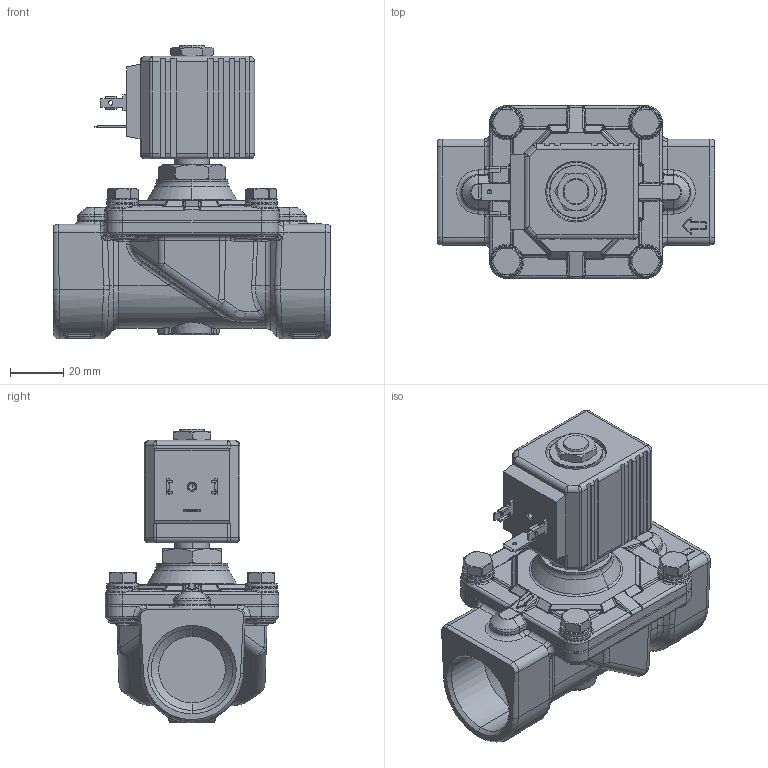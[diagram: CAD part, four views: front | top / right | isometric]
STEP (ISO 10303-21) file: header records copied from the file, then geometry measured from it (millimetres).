
FILE_DESCRIPTION((''),'2;1');
FILE_NAME('21HF6K0V250_UDA_INGOMBRO_ASM','2009-07-06T',('romeri'),('O.D.E.'),'PRO/ENGINEER BY PARAMETRIC TECHNOLOGY CORPORATION, 2005450','PRO/ENGINEER BY PARAMETRIC TECHNOLOGY CORPORATION, 2005450','');
FILE_SCHEMA(('CONFIG_CONTROL_DESIGN'));
Products named in the file (9): 450HF6_INGOMBRO; 451347_INGOMBRO; 450603_INGOMBRO; BOBINA_12_W_INGOMBRO; 450145; 450146; ROSETTE_UNI_1751_M6; VITE_T_ESAGONALE_ISO_4_M6X16; 21HF6K0V250_UDA_INGOMBRO_ASM
Assembly tree (14 placements, depth 2):
  21HF6K0V250_UDA_INGOMBRO_ASM
    450HF6_INGOMBRO
    451347_INGOMBRO
    450603_INGOMBRO
    BOBINA_12_W_INGOMBRO
    450145
    450146
    ROSETTE_UNI_1751_M6  x4
    VITE_T_ESAGONALE_ISO_4_M6X16  x4
Bounding box: 104 x 65 x 110.3 mm (x, y, z)
Volume: 219733.9 mm3; surface area: 89384.8 mm2
Topology: 14 solids, 19 shells, 2259 faces, 5179 edges, 2999 vertices
Faces by surface type: cylinder 708, bspline 560, plane 522, torus 256, cone 135, sphere 78
Entity records: 95094 total; most frequent: CARTESIAN_POINT 33905, ORIENTED_EDGE 9212, DIRECTION 8218, PRESENTATION_STYLE_ASSIGNMENT 5287, STYLED_ITEM 4626, CURVE_STYLE 4615, EDGE_CURVE 4615, AXIS2_PLACEMENT_3D 3247
